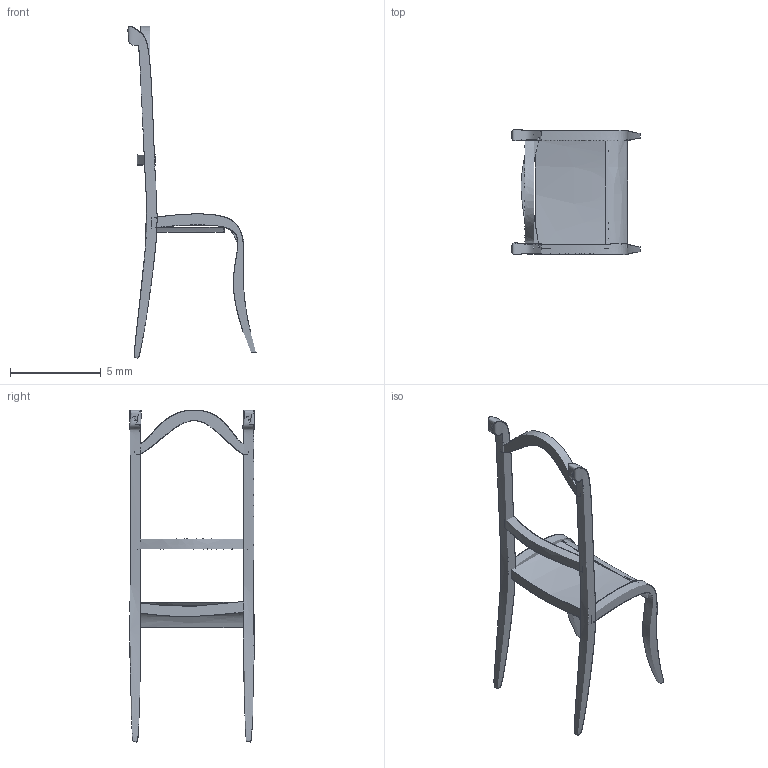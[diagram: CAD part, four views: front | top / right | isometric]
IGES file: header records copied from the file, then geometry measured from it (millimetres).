
Global section: file name: Chair12.igs; native system: XCMODEL ver.3.0 Universita' di Bologna; preprocessor: formato IGES Nov. 2001; date: 090904.161139; units: millimetre
Bounding box: 7.05 x 6.88 x 18.28 mm (x, y, z)
Surface area: 236.5 mm2 (no closed solid volume)
Topology: 0 solids, 0 shells, 8 faces, 25 edges, 18 vertices
Faces by surface type: bspline 8
